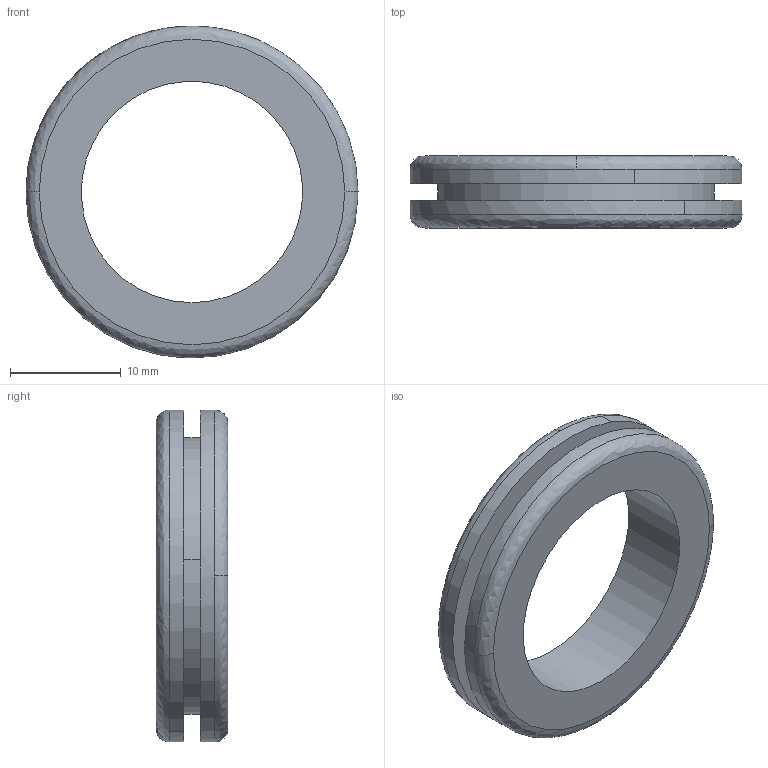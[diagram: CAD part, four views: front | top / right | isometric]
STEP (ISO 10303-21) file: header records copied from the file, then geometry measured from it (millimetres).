
FILE_DESCRIPTION( (''), '2;1');
FILE_NAME ('PC14.7972.TM_NG_79_N_CRUL_31124.stp','2019-12-12T16:44:29',(''),(''),'spGate 15.6.1','','');
FILE_SCHEMA (('AUTOMOTIVE_DESIGN'));
Length unit declared in the file: millimetre
Bounding box: 30 x 6.5 x 30 mm (x, y, z)
Volume: 2172.2 mm3; surface area: 2116.9 mm2
Topology: 1 solids, 1 shells, 16 faces, 48 edges, 36 vertices
Faces by surface type: cylinder 8, plane 4, bspline 4
Entity records: 1037 total; most frequent: CARTESIAN_POINT 216, DIRECTION 96, ORIENTED_EDGE 96, COLOUR_RGB 65, PRESENTATION_STYLE_ASSIGNMENT 65, STYLED_ITEM 65, AXIS2_PLACEMENT_3D 48, EDGE_CURVE 48
